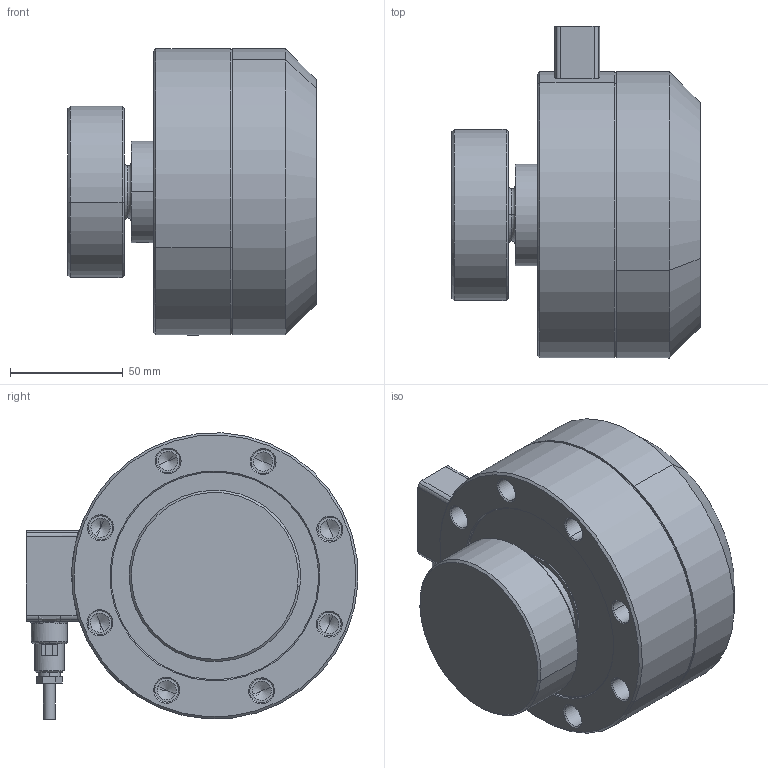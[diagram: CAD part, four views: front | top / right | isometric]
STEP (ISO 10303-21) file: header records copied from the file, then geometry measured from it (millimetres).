
FILE_DESCRIPTION(('STEP AP214'),'1');
FILE_NAME('TC4 Ø127 with compression accessories.stp','2018-02-28T11:04:36',(' '),(' '),'Spatial InterOp 3D',' ',' ');
FILE_SCHEMA(('automotive_design'));
Length unit declared in the file: millimetre
Products named in the file (10): TC4 Ø127; Body; Cable Ø5.2; Fairlead; Screw gland; Box; TC4 Ø127 with compression accessories; CPBTC4D127; CTIC28; CTC445M30
Assembly tree (9 placements, depth 3):
  TC4 Ø127 with compression accessories
    TC4 Ø127
      Body
      Cable Ø5.2
      Fairlead
      Screw gland
      Box
    CPBTC4D127
    CTIC28
    CTC445M30
Bounding box: 110 x 147.12 x 126.93 mm (x, y, z)
Volume: 953013.1 mm3; surface area: 137656.6 mm2
Topology: 8 solids, 26 shells, 265 faces, 653 edges, 426 vertices
Faces by surface type: cylinder 111, cone 82, plane 52, torus 14, bspline 4, sphere 2
Entity records: 10681 total; most frequent: CARTESIAN_POINT 1777, DIRECTION 1508, ORIENTED_EDGE 1170, EDGE_CURVE 633, AXIS2_PLACEMENT_3D 622, VERTEX_POINT 426, CIRCLE 350, EDGE_LOOP 321
